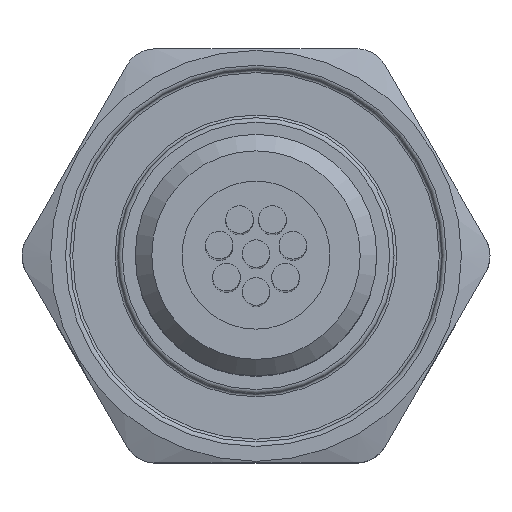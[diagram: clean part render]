
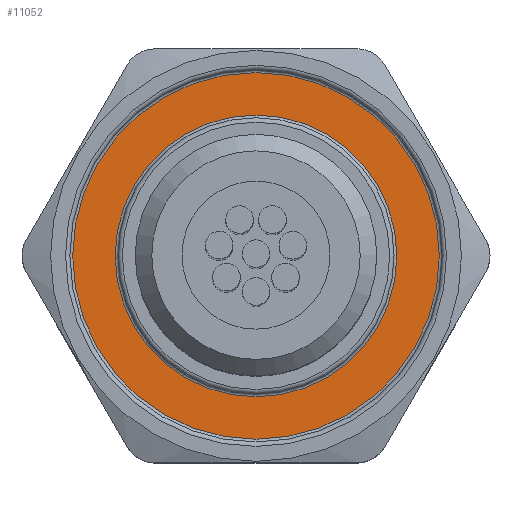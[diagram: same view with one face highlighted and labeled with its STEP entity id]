
A CAD part, top view. The second image highlights one B-rep face of the part: STEP entity #11052.
In plain terms, the highlighted planar face has unit normal (0, 0, 1).
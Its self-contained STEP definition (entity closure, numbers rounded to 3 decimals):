
#315=FACE_BOUND('',#1450,.T.);
#370=PLANE('',#12134);
#816=FACE_OUTER_BOUND('',#1449,.T.);
#1449=EDGE_LOOP('',(#7966));
#1450=EDGE_LOOP('',(#7967));
#2104=CIRCLE('',#11741,6.477);
#2105=CIRCLE('',#11743,8.433);
#4333=VERTEX_POINT('',#16244);
#4334=VERTEX_POINT('',#16248);
#5449=EDGE_CURVE('',#4333,#4333,#2104,.T.);
#5450=EDGE_CURVE('',#4334,#4334,#2105,.T.);
#7966=ORIENTED_EDGE('',*,*,#5450,.T.);
#7967=ORIENTED_EDGE('',*,*,#5449,.T.);
#11052=ADVANCED_FACE('',(#816,#315),#370,.T.);
#11741=AXIS2_PLACEMENT_3D('',#16246,#13107,#13108);
#11743=AXIS2_PLACEMENT_3D('',#16249,#13111,#13112);
#12134=AXIS2_PLACEMENT_3D('',#19574,#14112,#14113);
#13107=DIRECTION('center_axis',(0.,0.,-1.));
#13108=DIRECTION('ref_axis',(1.,0.,0.));
#13111=DIRECTION('center_axis',(0.,0.,1.));
#13112=DIRECTION('ref_axis',(1.,0.,0.));
#14112=DIRECTION('center_axis',(0.,0.,1.));
#14113=DIRECTION('ref_axis',(1.,0.,0.));
#16244=CARTESIAN_POINT('',(-6.477,0.,6.629));
#16246=CARTESIAN_POINT('Origin',(0.,0.,6.629));
#16248=CARTESIAN_POINT('',(-8.433,0.,6.629));
#16249=CARTESIAN_POINT('Origin',(0.,0.,6.629));
#19574=CARTESIAN_POINT('Origin',(0.,0.,6.629));
